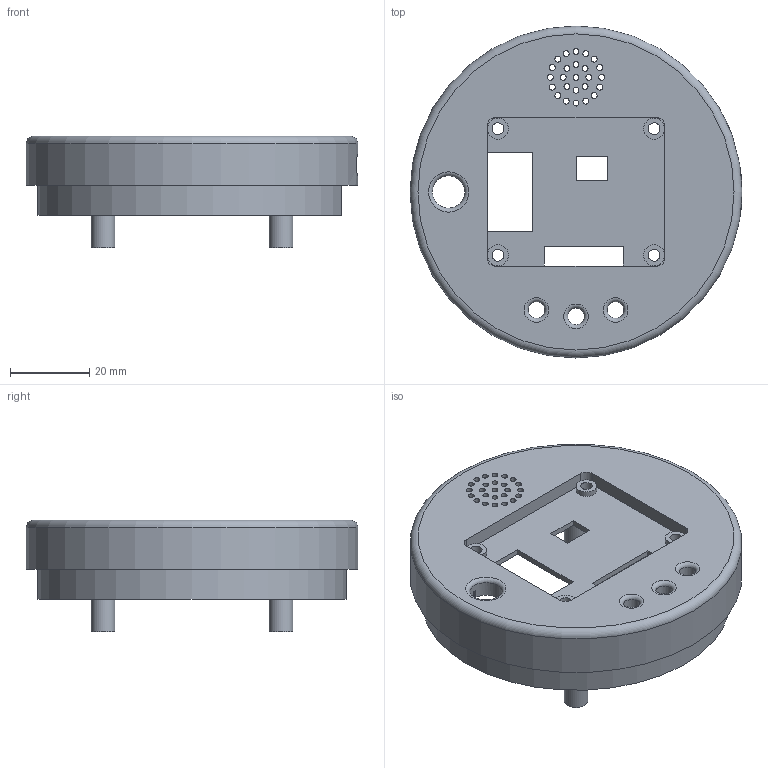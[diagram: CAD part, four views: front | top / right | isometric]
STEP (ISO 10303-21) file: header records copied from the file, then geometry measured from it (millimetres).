
FILE_DESCRIPTION(/* description */ ('STEP AP242','CAx-IF Rec.Pracs.---Representation and Presentation of Product Manufacturing Information (PMI)---4.0---2014-10-13','CAx-IF Rec.Pracs.---3D Tessellated Geometry---0.4---2014-09-14','2;1'),/* implementation_level */ '2;1');
FILE_NAME(/* name */ '66f56a67460800685e63bbd9',/* time_stamp */ '2024-09-26T14:06:32Z',/* author */ (''),/* organization */ (''),/* preprocessor_version */ 'ST-DEVELOPER v20',/* originating_system */ ' ',/* authorisation */ ' ');
FILE_SCHEMA (('AP242_MANAGED_MODEL_BASED_3D_ENGINEERING_MIM_LF { 1 0 10303 442 1 1 4 }'));
Length unit declared in the file: metre
Products named in the file (1): Körper-oben
Bounding box: 84 x 84 x 28.3 mm (x, y, z)
Volume: 30749.8 mm3; surface area: 22487 mm2
Topology: 1 solids, 1 shells, 142 faces, 390 edges, 263 vertices
Faces by surface type: cylinder 70, plane 57, torus 7, bspline 4, cone 4
Full cylindrical faces by diameter (mm): 1.5 x25, 1.85 x2, 3 x4, 4 x4, 4.2 x3, 4.3 x4, 5.3 x4, 6 x4, 8.2 x1, 16.2 x1, 76 x1, 84 x1
Entity records: 4205 total; most frequent: CARTESIAN_POINT 790, DIRECTION 705, ORIENTED_EDGE 578, FACE_BOUND 301, EDGE_LOOP 297, EDGE_CURVE 289, AXIS2_PLACEMENT_3D 289, VERTEX_POINT 230
